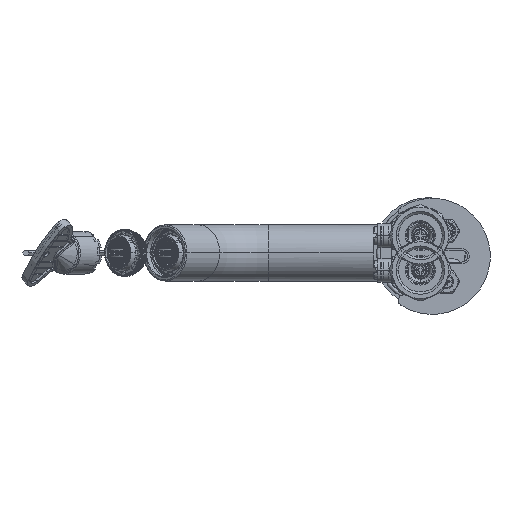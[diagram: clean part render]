
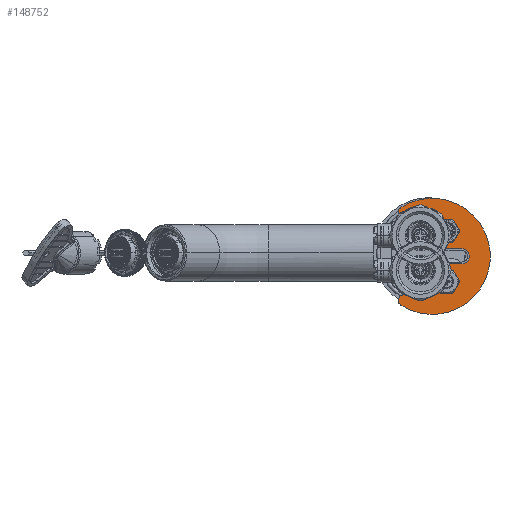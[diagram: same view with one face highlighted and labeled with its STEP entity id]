
A CAD part, front view. The second image highlights one B-rep face of the part: STEP entity #148752.
In plain terms, the highlighted planar face has unit normal (0, -1, 0).
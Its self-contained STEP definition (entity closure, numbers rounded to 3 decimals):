
#148317=CARTESIAN_POINT('',(12.15,0.,6.2));
#148318=DIRECTION('',(0.,1.,0.));
#148319=DIRECTION('',(-0.835,0.,-0.55));
#148320=AXIS2_PLACEMENT_3D('',#148317,#148318,#148319);
#148322=DIRECTION('',(-1.,0.,0.));
#148323=VECTOR('',#148322,7.7);
#148324=CARTESIAN_POINT('',(15.3,0.,3.2));
#148325=LINE('',#148324,#148323);
#148326=CARTESIAN_POINT('',(10.75,0.,6.2));
#148327=DIRECTION('',(0.,1.,0.));
#148328=DIRECTION('',(0.835,0.,0.55));
#148329=AXIS2_PLACEMENT_3D('',#148326,#148327,#148328);
#148331=DIRECTION('',(1.,0.,0.));
#148332=VECTOR('',#148331,7.7);
#148333=CARTESIAN_POINT('',(7.6,0.,9.2));
#148334=LINE('',#148333,#148332);
#148335=CARTESIAN_POINT('',(-12.15,0.,6.2));
#148336=DIRECTION('',(0.,-1.,0.));
#148337=DIRECTION('',(0.835,0.,-0.55));
#148338=AXIS2_PLACEMENT_3D('',#148335,#148336,#148337);
#148340=DIRECTION('',(-1.,0.,0.));
#148341=VECTOR('',#148340,7.7);
#148342=CARTESIAN_POINT('',(-7.6,0.,9.2));
#148343=LINE('',#148342,#148341);
#148344=CARTESIAN_POINT('',(-10.75,0.,6.2));
#148345=DIRECTION('',(0.,-1.,0.));
#148346=DIRECTION('',(-0.835,0.,0.55));
#148347=AXIS2_PLACEMENT_3D('',#148344,#148345,#148346);
#148349=DIRECTION('',(1.,0.,0.));
#148350=VECTOR('',#148349,7.7);
#148351=CARTESIAN_POINT('',(-15.3,0.,3.2));
#148352=LINE('',#148351,#148350);
#148353=CARTESIAN_POINT('',(-6.3,0.,3.824));
#148354=DIRECTION('',(0.,-1.,0.));
#148355=DIRECTION('',(0.043,0.,-0.999));
#148356=AXIS2_PLACEMENT_3D('',#148353,#148354,#148355);
#148358=DIRECTION('',(0.999,0.,0.043));
#148359=VECTOR('',#148358,7.671);
#148360=CARTESIAN_POINT('',(-13.836,0.,0.498));
#148361=LINE('',#148360,#148359);
#148362=CARTESIAN_POINT('',(-13.75,0.,-1.5));
#148363=DIRECTION('',(0.,1.,0.));
#148364=DIRECTION('',(-1.,0.,0.));
#148365=AXIS2_PLACEMENT_3D('',#148362,#148363,#148364);
#148367=CARTESIAN_POINT('',(-76.697,0.,-1.911));
#148368=DIRECTION('',(0.,1.,0.));
#148369=DIRECTION('',(1.,0.,0.007));
#148370=AXIS2_PLACEMENT_3D('',#148367,#148368,#148369);
#148372=CARTESIAN_POINT('',(-19.17,0.,-12.25));
#148373=DIRECTION('',(0.,1.,0.));
#148374=DIRECTION('',(0.984,0.,-0.177));
#148375=AXIS2_PLACEMENT_3D('',#148372,#148373,#148374);
#148377=CARTESIAN_POINT('',(19.17,0.,-12.25));
#148378=DIRECTION('',(0.,1.,0.));
#148379=DIRECTION('',(0.843,0.,-0.538));
#148380=AXIS2_PLACEMENT_3D('',#148377,#148378,#148379);
#148382=CARTESIAN_POINT('',(76.697,0.,-1.911));
#148383=DIRECTION('',(0.,1.,0.));
#148384=DIRECTION('',(-0.984,0.,-0.177));
#148385=AXIS2_PLACEMENT_3D('',#148382,#148383,#148384);
#148387=CARTESIAN_POINT('',(13.75,0.,-1.5));
#148388=DIRECTION('',(0.,1.,0.));
#148389=DIRECTION('',(0.043,0.,0.999));
#148390=AXIS2_PLACEMENT_3D('',#148387,#148388,#148389);
#148392=DIRECTION('',(0.999,0.,-0.043));
#148393=VECTOR('',#148392,7.671);
#148394=CARTESIAN_POINT('',(6.171,0.,0.827));
#148395=LINE('',#148394,#148393);
#148396=CARTESIAN_POINT('',(6.3,0.,3.824));
#148397=DIRECTION('',(0.,-1.,0.));
#148398=DIRECTION('',(-1.,0.,0.));
#148399=AXIS2_PLACEMENT_3D('',#148396,#148397,#148398);
#148401=DIRECTION('',(0.,0.,-1.));
#148402=VECTOR('',#148401,9.026);
#148403=CARTESIAN_POINT('',(3.3,0.,12.85));
#148404=LINE('',#148403,#148402);
#148405=CARTESIAN_POINT('',(0.,0.,12.85));
#148406=DIRECTION('',(0.,1.,0.));
#148407=DIRECTION('',(-1.,0.,0.));
#148408=AXIS2_PLACEMENT_3D('',#148405,#148406,#148407);
#148410=DIRECTION('',(0.,0.,1.));
#148411=VECTOR('',#148410,9.026);
#148412=CARTESIAN_POINT('',(-3.3,0.,3.824));
#148413=LINE('',#148412,#148411);
#148559=CARTESIAN_POINT('',(0.,0.,0.));
#148560=DIRECTION('',(0.,-1.,0.));
#148561=DIRECTION('',(0.843,0.,-0.538));
#148562=AXIS2_PLACEMENT_3D('',#148559,#148560,#148561);
#148609=CARTESIAN_POINT('',(-15.75,0.,-1.5));
#148610=CARTESIAN_POINT('',(-13.836,0.,0.498));
#148611=VERTEX_POINT('',#148609);
#148612=VERTEX_POINT('',#148610);
#148613=CARTESIAN_POINT('',(-3.3,0.,12.85));
#148614=CARTESIAN_POINT('',(3.3,0.,12.85));
#148615=VERTEX_POINT('',#148613);
#148616=VERTEX_POINT('',#148614);
#148617=CARTESIAN_POINT('',(13.836,0.,0.498));
#148618=CARTESIAN_POINT('',(15.75,0.,-1.5));
#148619=VERTEX_POINT('',#148617);
#148620=VERTEX_POINT('',#148618);
#148621=CARTESIAN_POINT('',(16.71,0.,-12.692));
#148622=VERTEX_POINT('',#148621);
#148623=CARTESIAN_POINT('',(21.277,0.,-13.596));
#148624=VERTEX_POINT('',#148623);
#148625=CARTESIAN_POINT('',(-16.71,0.,-12.692));
#148626=CARTESIAN_POINT('',(-21.277,0.,-13.596));
#148627=VERTEX_POINT('',#148625);
#148628=VERTEX_POINT('',#148626);
#148649=CARTESIAN_POINT('',(7.6,0.,3.2));
#148650=CARTESIAN_POINT('',(7.6,0.,9.2));
#148651=VERTEX_POINT('',#148649);
#148652=VERTEX_POINT('',#148650);
#148653=CARTESIAN_POINT('',(15.3,0.,9.2));
#148654=VERTEX_POINT('',#148653);
#148655=CARTESIAN_POINT('',(15.3,0.,3.2));
#148656=VERTEX_POINT('',#148655);
#148666=CARTESIAN_POINT('',(-7.6,0.,3.2));
#148668=VERTEX_POINT('',#148666);
#148670=CARTESIAN_POINT('',(-7.6,0.,9.2));
#148672=VERTEX_POINT('',#148670);
#148674=CARTESIAN_POINT('',(-15.3,0.,9.2));
#148676=VERTEX_POINT('',#148674);
#148678=CARTESIAN_POINT('',(-15.3,0.,3.2));
#148680=VERTEX_POINT('',#148678);
#148685=CARTESIAN_POINT('',(-6.171,0.,0.827));
#148686=VERTEX_POINT('',#148685);
#148687=CARTESIAN_POINT('',(-3.3,0.,3.824));
#148688=VERTEX_POINT('',#148687);
#148693=CARTESIAN_POINT('',(3.3,0.,3.824));
#148694=VERTEX_POINT('',#148693);
#148695=CARTESIAN_POINT('',(6.171,0.,0.827));
#148696=VERTEX_POINT('',#148695);
#148697=CARTESIAN_POINT('',(0.,0.,0.));
#148698=DIRECTION('',(0.,1.,0.));
#148699=DIRECTION('',(1.,0.,0.));
#148700=AXIS2_PLACEMENT_3D('',#148697,#148698,#148699);
#148701=PLANE('',#148700);
#148703=ORIENTED_EDGE('',*,*,#148702,.F.);
#148705=ORIENTED_EDGE('',*,*,#148704,.F.);
#148707=ORIENTED_EDGE('',*,*,#148706,.F.);
#148709=ORIENTED_EDGE('',*,*,#148708,.T.);
#148711=ORIENTED_EDGE('',*,*,#148710,.T.);
#148713=ORIENTED_EDGE('',*,*,#148712,.F.);
#148715=ORIENTED_EDGE('',*,*,#148714,.T.);
#148717=ORIENTED_EDGE('',*,*,#148716,.T.);
#148719=ORIENTED_EDGE('',*,*,#148718,.F.);
#148721=ORIENTED_EDGE('',*,*,#148720,.F.);
#148723=ORIENTED_EDGE('',*,*,#148722,.F.);
#148725=ORIENTED_EDGE('',*,*,#148724,.F.);
#148727=ORIENTED_EDGE('',*,*,#148726,.F.);
#148729=ORIENTED_EDGE('',*,*,#148728,.F.);
#148730=EDGE_LOOP('',(#148703,#148705,#148707,#148709,#148711,#148713,#148715,
#148717,#148719,#148721,#148723,#148725,#148727,#148729));
#148731=FACE_OUTER_BOUND('',#148730,.F.);
#148733=ORIENTED_EDGE('',*,*,#148732,.T.);
#148735=ORIENTED_EDGE('',*,*,#148734,.T.);
#148737=ORIENTED_EDGE('',*,*,#148736,.T.);
#148739=ORIENTED_EDGE('',*,*,#148738,.T.);
#148740=EDGE_LOOP('',(#148733,#148735,#148737,#148739));
#148741=FACE_BOUND('',#148740,.F.);
#148743=ORIENTED_EDGE('',*,*,#148742,.F.);
#148745=ORIENTED_EDGE('',*,*,#148744,.F.);
#148747=ORIENTED_EDGE('',*,*,#148746,.F.);
#148749=ORIENTED_EDGE('',*,*,#148748,.F.);
#148750=EDGE_LOOP('',(#148743,#148745,#148747,#148749));
#148751=FACE_BOUND('',#148750,.F.);
#148752=ADVANCED_FACE('',(#148731,#148741,#148751),#148701,.F.);
#148321=CIRCLE('',#148320,5.45);
#148330=CIRCLE('',#148329,5.45);
#148339=CIRCLE('',#148338,5.45);
#148348=CIRCLE('',#148347,5.45);
#148357=CIRCLE('',#148356,3.);
#148366=CIRCLE('',#148365,2.);
#148371=CIRCLE('',#148370,60.948);
#148376=CIRCLE('',#148375,2.5);
#148381=CIRCLE('',#148380,2.5);
#148386=CIRCLE('',#148385,60.948);
#148391=CIRCLE('',#148390,2.);
#148400=CIRCLE('',#148399,3.);
#148409=CIRCLE('',#148408,3.3);
#148563=CIRCLE('',#148562,25.25);
#148702=EDGE_CURVE('',#148686,#148688,#148357,.T.);
#148704=EDGE_CURVE('',#148612,#148686,#148361,.T.);
#148706=EDGE_CURVE('',#148611,#148612,#148366,.T.);
#148708=EDGE_CURVE('',#148611,#148627,#148371,.T.);
#148710=EDGE_CURVE('',#148627,#148628,#148376,.T.);
#148712=EDGE_CURVE('',#148624,#148628,#148563,.T.);
#148714=EDGE_CURVE('',#148624,#148622,#148381,.T.);
#148716=EDGE_CURVE('',#148622,#148620,#148386,.T.);
#148718=EDGE_CURVE('',#148619,#148620,#148391,.T.);
#148720=EDGE_CURVE('',#148696,#148619,#148395,.T.);
#148722=EDGE_CURVE('',#148694,#148696,#148400,.T.);
#148724=EDGE_CURVE('',#148616,#148694,#148404,.T.);
#148726=EDGE_CURVE('',#148615,#148616,#148409,.T.);
#148728=EDGE_CURVE('',#148688,#148615,#148413,.T.);
#148732=EDGE_CURVE('',#148668,#148672,#148339,.T.);
#148734=EDGE_CURVE('',#148672,#148676,#148343,.T.);
#148736=EDGE_CURVE('',#148676,#148680,#148348,.T.);
#148738=EDGE_CURVE('',#148680,#148668,#148352,.T.);
#148742=EDGE_CURVE('',#148651,#148652,#148321,.T.);
#148744=EDGE_CURVE('',#148656,#148651,#148325,.T.);
#148746=EDGE_CURVE('',#148654,#148656,#148330,.T.);
#148748=EDGE_CURVE('',#148652,#148654,#148334,.T.);
